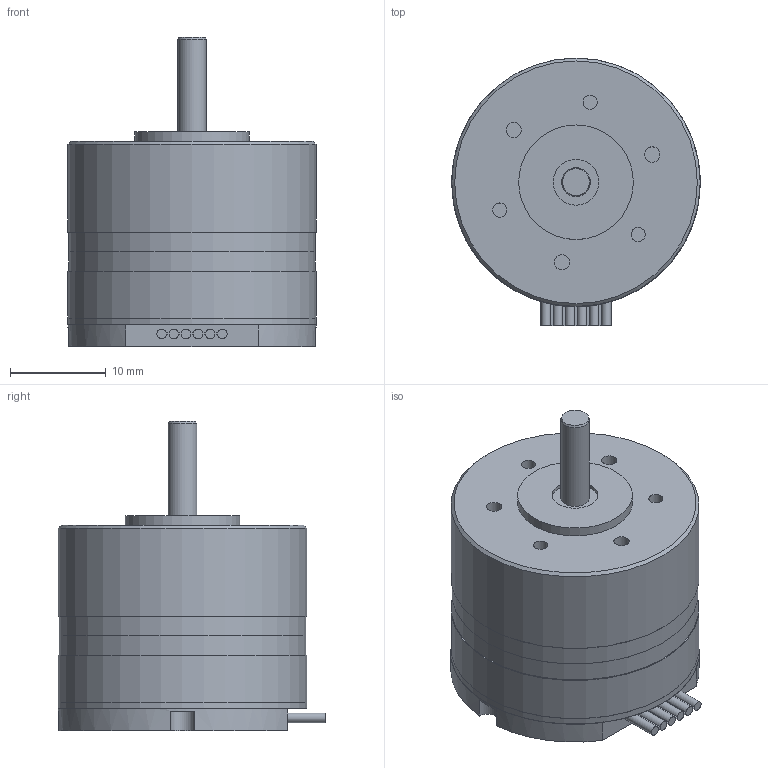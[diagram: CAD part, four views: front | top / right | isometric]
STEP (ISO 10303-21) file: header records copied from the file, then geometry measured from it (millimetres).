
FILE_DESCRIPTION(/* description */ (''),/* implementation_level */ '2;1');
FILE_NAME(/* name */ '2619S_SR_IE-16.stp',/* time_stamp */ '2017-07-31T10:41:24+02:00',/* author */ ('DR. FRITZ FAULHABER GmbH & Co. KG'),/* organization */ ('DR. FRITZ FAULHABER GmbH & Co. KG'),/* preprocessor_version */ 'ST-DEVELOPER v16',/* originating_system */ 'SIEMENS PLM Software NX 10.0',/* authorisation */ '');
FILE_SCHEMA (('AUTOMOTIVE_DESIGN { 1 0 10303 214 3 1 1 1 }'));
Length unit declared in the file: millimetre
Products named in the file (1): Alle_Motoren
Bounding box: 26 x 28 x 32.4 mm (x, y, z)
Volume: 11476.8 mm3; surface area: 3152 mm2
Topology: 1 solids, 1 shells, 68 faces, 147 edges, 98 vertices
Faces by surface type: plane 35, cylinder 31, cone 2
Full cylindrical faces by diameter (mm): 1.48 x3, 1.6 x3, 3 x1, 4.8 x1, 12 x1, 25.799 x1, 25.8 x2, 25.99 x1, 25.999 x1, 26 x3
Entity records: 1784 total; most frequent: DIRECTION 334, CARTESIAN_POINT 289, ORIENTED_EDGE 250, AXIS2_PLACEMENT_3D 140, EDGE_CURVE 125, EDGE_LOOP 104, VERTEX_POINT 95, CIRCLE 71
